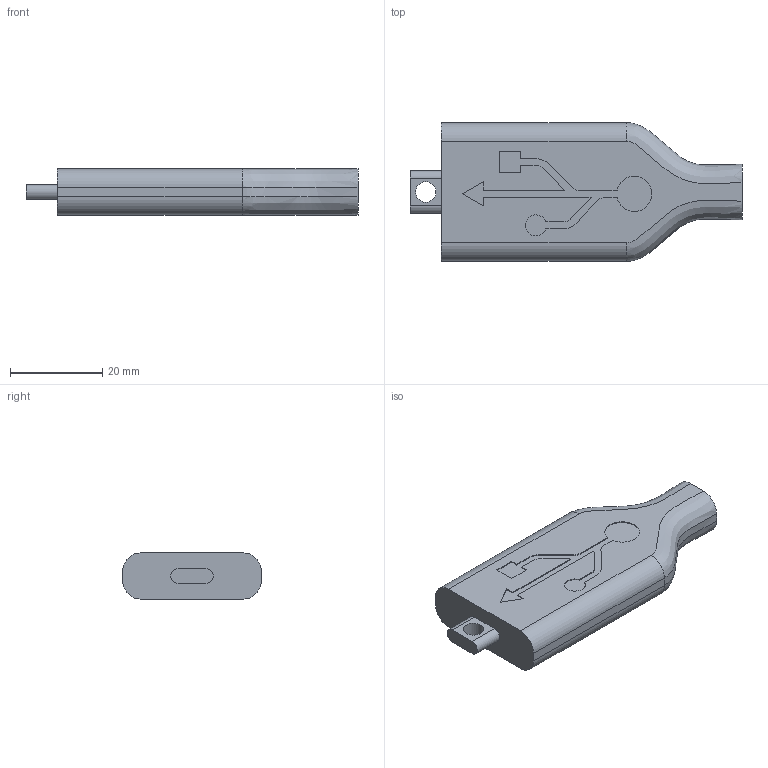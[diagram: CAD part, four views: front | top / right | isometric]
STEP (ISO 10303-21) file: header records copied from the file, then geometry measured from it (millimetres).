
FILE_DESCRIPTION(/* description */ ('STEP AP242','CAx-IF Rec.Pracs.---Representation and Presentation of Product Manufacturing Information (PMI)---4.0---2014-10-13','CAx-IF Rec.Pracs.---3D Tessellated Geometry---0.4---2014-09-14','2;1'),/* implementation_level */ '2;1');
FILE_NAME(/* name */ '678443a144e1793ff1becdb3',/* time_stamp */ '2025-01-12T22:35:14Z',/* author */ (''),/* organization */ (''),/* preprocessor_version */ 'ST-DEVELOPER v20',/* originating_system */ 'ONSHAPE BY PTC INC, 1.192',/* authorisation */ ' ');
FILE_SCHEMA (('AP242_MANAGED_MODEL_BASED_3D_ENGINEERING_MIM_LF { 1 0 10303 442 1 1 4 }'));
Length unit declared in the file: metre
Products named in the file (3): Part 1; Part 3; Part 2
Bounding box: 71.8 x 30 x 10 mm (x, y, z)
Volume: 15378 mm3; surface area: 6382.6 mm2
Topology: 3 solids, 4 shells, 253 faces, 729 edges, 485 vertices
Faces by surface type: plane 239, cylinder 8, bspline 6
Full cylindrical faces by diameter (mm): 4.4 x1, 26.5 x1
Entity records: 8502 total; most frequent: CARTESIAN_POINT 1810, ORIENTED_EDGE 1452, DIRECTION 1238, EDGE_CURVE 726, LINE 698, VECTOR 698, VERTEX_POINT 484, AXIS2_PLACEMENT_3D 270
